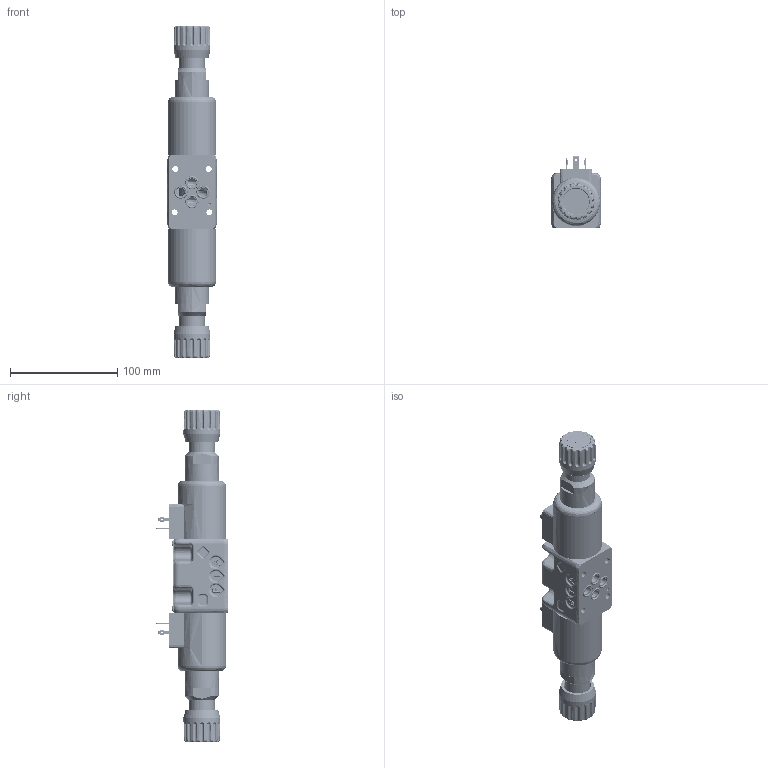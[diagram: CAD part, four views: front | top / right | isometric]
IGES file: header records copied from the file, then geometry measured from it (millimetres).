
Start section: SolidWorks IGES file using analytic representation for surfaces
Global section: file name: AD3E--C-P23.igs; native system: SolidWorks 2014; preprocessor: SolidWorks 2014; author: serviziopdm; date: 160706.161547; units: millimetre
Bounding box: 46 x 67.28 x 309.52 mm (x, y, z)
Surface area: 127873.2 mm2 (no closed solid volume)
Topology: 0 solids, 0 shells, 3901 faces, 38031 edges, 37900 vertices
Faces by surface type: bspline 2765, revolution 1136
